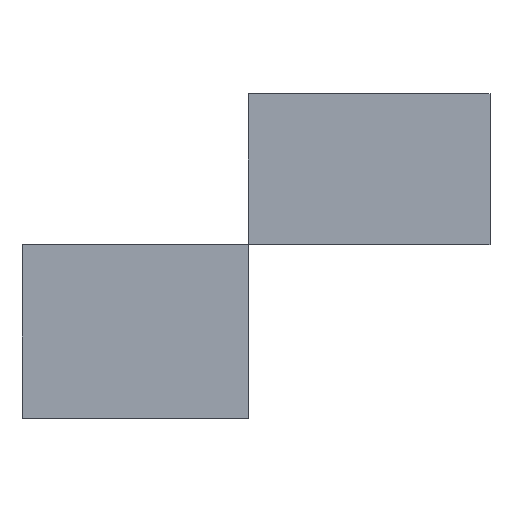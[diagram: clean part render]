
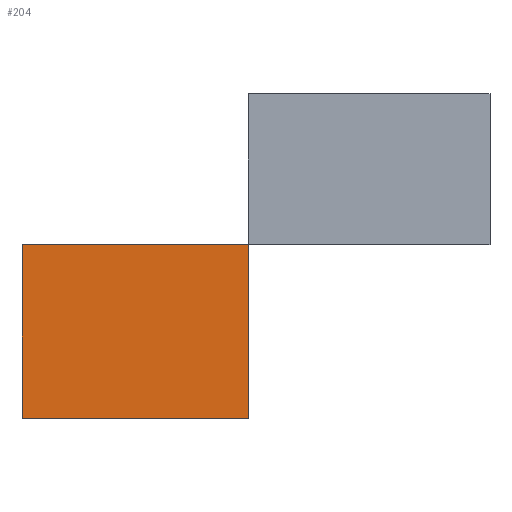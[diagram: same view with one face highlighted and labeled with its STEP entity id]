
A CAD part, top view. The second image highlights one B-rep face of the part: STEP entity #204.
In plain terms, the highlighted planar face has unit normal (0, 0, 1).
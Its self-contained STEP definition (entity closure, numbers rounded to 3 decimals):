
#32=FACE_OUTER_BOUND('',#44,.T.);
#44=EDGE_LOOP('',(#159,#160,#161,#162));
#53=LINE('',#352,#77);
#56=LINE('',#358,#80);
#59=LINE('',#364,#83);
#62=LINE('',#368,#86);
#77=VECTOR('',#293,10.);
#80=VECTOR('',#298,10.);
#83=VECTOR('',#303,10.);
#86=VECTOR('',#308,10.);
#101=VERTEX_POINT('',#349);
#102=VERTEX_POINT('',#351);
#104=VERTEX_POINT('',#357);
#106=VERTEX_POINT('',#363);
#117=EDGE_CURVE('',#102,#101,#53,.T.);
#120=EDGE_CURVE('',#104,#102,#56,.T.);
#123=EDGE_CURVE('',#106,#104,#59,.T.);
#126=EDGE_CURVE('',#101,#106,#62,.T.);
#159=ORIENTED_EDGE('',*,*,#126,.T.);
#160=ORIENTED_EDGE('',*,*,#123,.T.);
#161=ORIENTED_EDGE('',*,*,#120,.T.);
#162=ORIENTED_EDGE('',*,*,#117,.T.);
#192=PLANE('',#275);
#204=ADVANCED_FACE('',(#32),#192,.T.);
#275=AXIS2_PLACEMENT_3D('',#370,#311,#312);
#293=DIRECTION('',(0.,1.,0.));
#298=DIRECTION('',(1.,0.,0.));
#303=DIRECTION('',(0.,-1.,0.));
#308=DIRECTION('',(-1.,0.,0.));
#311=DIRECTION('center_axis',(0.,0.,1.));
#312=DIRECTION('ref_axis',(1.,0.,0.));
#349=CARTESIAN_POINT('',(13.,14.,10.));
#351=CARTESIAN_POINT('',(13.,-9.,10.));
#352=CARTESIAN_POINT('',(13.,14.,10.));
#357=CARTESIAN_POINT('',(-17.,-9.,10.));
#358=CARTESIAN_POINT('',(13.,-9.,10.));
#363=CARTESIAN_POINT('',(-17.,14.,10.));
#364=CARTESIAN_POINT('',(-17.,-9.,10.));
#368=CARTESIAN_POINT('',(-17.,14.,10.));
#370=CARTESIAN_POINT('Origin',(-2.,2.5,10.));
